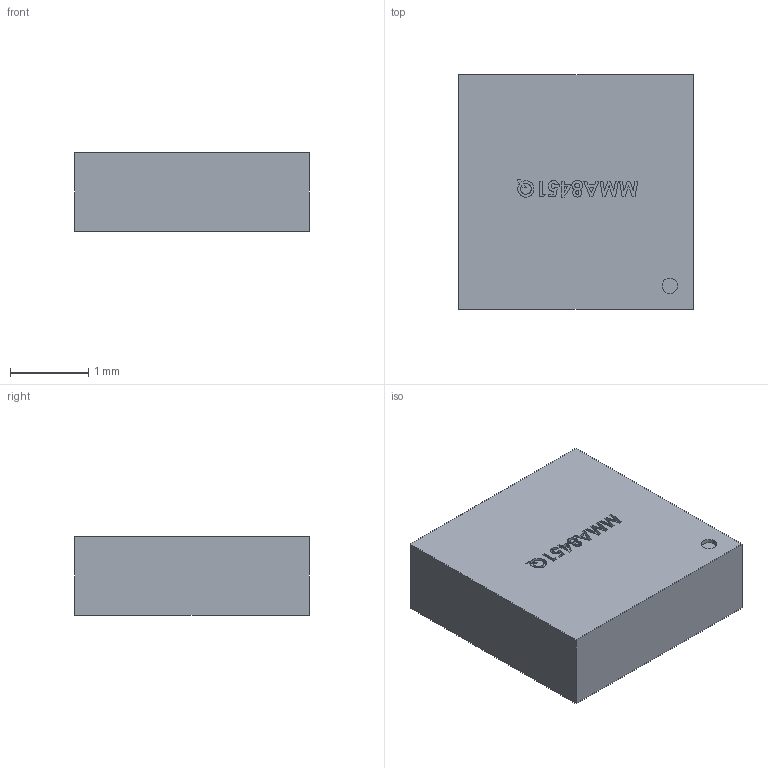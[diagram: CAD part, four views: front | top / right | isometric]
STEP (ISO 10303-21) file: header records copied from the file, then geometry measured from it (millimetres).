
FILE_DESCRIPTION (( 'STEP AP214' ), '1' );
FILE_NAME ('MMA8451Q.STEP', '2023-03-29T09:08:42', ( '' ), ( '' ), 'SwSTEP 2.0', 'SolidWorks 2019', '' );
FILE_SCHEMA (( 'AUTOMOTIVE_DESIGN' ));
Length unit declared in the file: millimetre
Products named in the file (1): MMA8451Q
Bounding box: 3 x 3 x 1 mm (x, y, z)
Volume: 9 mm3; surface area: 30.4 mm2
Topology: 1 solids, 1 shells, 127 faces, 333 edges, 222 vertices
Faces by surface type: plane 90, bspline 35, cylinder 2
Entity records: 5841 total; most frequent: CARTESIAN_POINT 2662, ORIENTED_EDGE 666, DIRECTION 453, EDGE_CURVE 333, LINE 259, VECTOR 259, VERTEX_POINT 222, EDGE_LOOP 141
